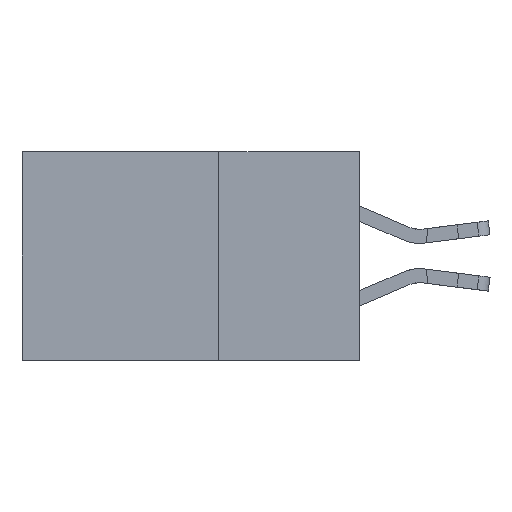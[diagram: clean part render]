
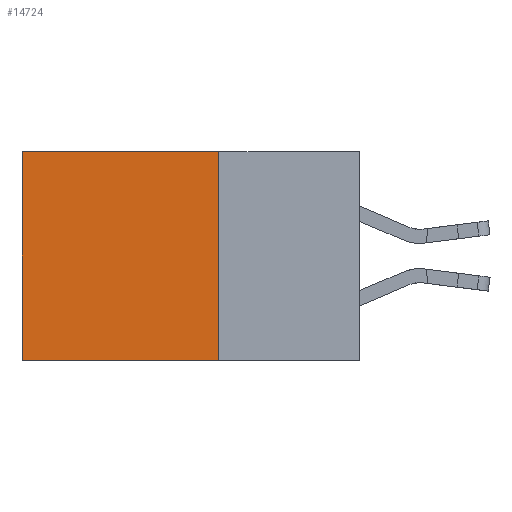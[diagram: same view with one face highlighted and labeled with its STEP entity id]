
A CAD part, left-side view. The second image highlights one B-rep face of the part: STEP entity #14724.
In plain terms, the highlighted planar face has unit normal (-1, 0, 0).
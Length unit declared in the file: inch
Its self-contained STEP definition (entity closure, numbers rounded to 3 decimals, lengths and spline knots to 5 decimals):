
#118 = VERTEX_POINT ( 'NONE', #17850 ) ;
#236 = VERTEX_POINT ( 'NONE', #14687 ) ;
#246 = DIRECTION ( 'NONE',  ( 1., 0., 0. ) ) ;
#614 = EDGE_CURVE ( 'NONE', #118, #236, #16034, .T. ) ;
#1452 = VERTEX_POINT ( 'NONE', #8673 ) ;
#1797 = EDGE_CURVE ( 'NONE', #118, #7036, #10537, .T. ) ;
#4378 = VECTOR ( 'NONE', #10634, 39.37008 ) ;
#5142 = ORIENTED_EDGE ( 'NONE', *, *, #1797, .F. ) ;
#6493 = PLANE ( 'NONE',  #21337 ) ;
#7036 = VERTEX_POINT ( 'NONE', #15474 ) ;
#7660 = CARTESIAN_POINT ( 'NONE',  ( 0.2875, 0.25, 0. ) ) ;
#8497 = EDGE_CURVE ( 'NONE', #236, #1452, #22306, .T. ) ;
#8671 = FACE_OUTER_BOUND ( 'NONE', #14769, .T. ) ;
#8673 = CARTESIAN_POINT ( 'NONE',  ( 0.2875, 0.6, -0.37 ) ) ;
#9052 = DIRECTION ( 'NONE',  ( 0., 0., -1. ) ) ;
#10390 = VECTOR ( 'NONE', #21027, 39.37008 ) ;
#10537 = LINE ( 'NONE', #7660, #19256 ) ;
#10634 = DIRECTION ( 'NONE',  ( 0., 0., -1. ) ) ;
#11298 = CARTESIAN_POINT ( 'NONE',  ( 0.2875, 0.25, 0. ) ) ;
#11440 = ORIENTED_EDGE ( 'NONE', *, *, #8497, .T. ) ;
#12668 = DIRECTION ( 'NONE',  ( 0., 0., -1. ) ) ;
#13922 = DIRECTION ( 'NONE',  ( 0., 1., 0. ) ) ;
#14687 = CARTESIAN_POINT ( 'NONE',  ( 0.2875, 0.6, 0. ) ) ;
#14724 = ADVANCED_FACE ( 'NONE', ( #8671 ), #6493, .F. ) ;
#14769 = EDGE_LOOP ( 'NONE', ( #11440, #18252, #5142, #15199 ) ) ;
#15003 = LINE ( 'NONE', #19289, #10390 ) ;
#15199 = ORIENTED_EDGE ( 'NONE', *, *, #614, .T. ) ;
#15474 = CARTESIAN_POINT ( 'NONE',  ( 0.2875, 0.25, -0.37 ) ) ;
#15800 = CARTESIAN_POINT ( 'NONE',  ( 0.2875, 0.6, 0. ) ) ;
#16034 = LINE ( 'NONE', #11298, #20125 ) ;
#17850 = CARTESIAN_POINT ( 'NONE',  ( 0.2875, 0.25, 0. ) ) ;
#18252 = ORIENTED_EDGE ( 'NONE', *, *, #19374, .F. ) ;
#19256 = VECTOR ( 'NONE', #9052, 39.37008 ) ;
#19289 = CARTESIAN_POINT ( 'NONE',  ( 0.2875, 0.25, -0.37 ) ) ;
#19374 = EDGE_CURVE ( 'NONE', #7036, #1452, #15003, .T. ) ;
#20125 = VECTOR ( 'NONE', #13922, 39.37008 ) ;
#21027 = DIRECTION ( 'NONE',  ( 0., 1., 0. ) ) ;
#21337 = AXIS2_PLACEMENT_3D ( 'NONE', #21344, #246, #12668 ) ;
#21344 = CARTESIAN_POINT ( 'NONE',  ( 0.2875, 0.25, 0. ) ) ;
#22306 = LINE ( 'NONE', #15800, #4378 ) ;
